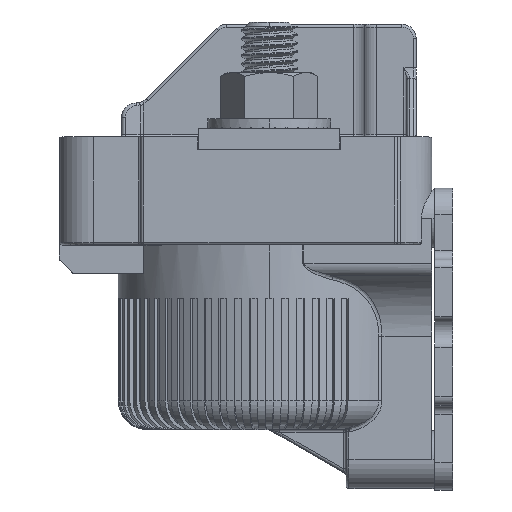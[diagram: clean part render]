
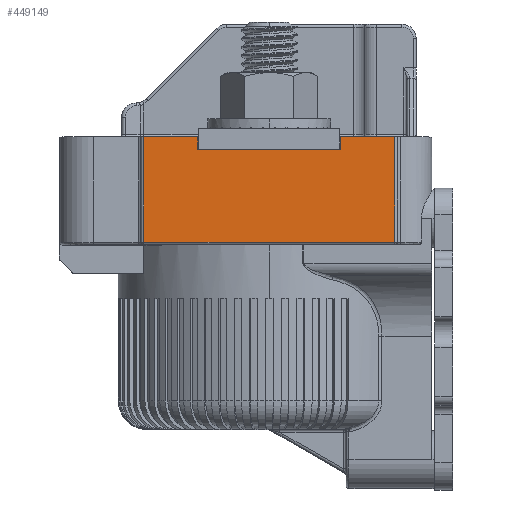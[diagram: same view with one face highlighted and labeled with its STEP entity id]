
A CAD part, top view. The second image highlights one B-rep face of the part: STEP entity #449149.
In plain terms, the highlighted planar face has unit normal (0, 0, 1).
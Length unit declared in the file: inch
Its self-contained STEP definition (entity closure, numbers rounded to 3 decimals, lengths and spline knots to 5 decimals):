
#2925 = DIRECTION ( 'NONE',  ( 0., -1., 0. ) ) ;
#6733 = CARTESIAN_POINT ( 'NONE',  ( -0.5, 1.88592, 1.18 ) ) ;
#18987 = PLANE ( 'NONE',  #310960 ) ;
#20001 = CARTESIAN_POINT ( 'NONE',  ( 0.8775, 1.15092, 1.18 ) ) ;
#28870 = ORIENTED_EDGE ( 'NONE', *, *, #326482, .F. ) ;
#40654 = EDGE_CURVE ( 'NONE', #617276, #341916, #613766, .T. ) ;
#55876 = CARTESIAN_POINT ( 'NONE',  ( -0.5, 1.80092, 1.18 ) ) ;
#61048 = DIRECTION ( 'NONE',  ( 0., 1., 0. ) ) ;
#82490 = DIRECTION ( 'NONE',  ( 0., -1., 0. ) ) ;
#92834 = DIRECTION ( 'NONE',  ( 1., 0., 0. ) ) ;
#97539 = ORIENTED_EDGE ( 'NONE', *, *, #200345, .F. ) ;
#102904 = VECTOR ( 'NONE', #317155, 39.37008 ) ;
#103446 = ORIENTED_EDGE ( 'NONE', *, *, #197314, .T. ) ;
#103841 = VECTOR ( 'NONE', #346811, 39.37008 ) ;
#117033 = EDGE_CURVE ( 'NONE', #341916, #117677, #120971, .T. ) ;
#117493 = EDGE_CURVE ( 'NONE', #177741, #383901, #427730, .T. ) ;
#117677 = VERTEX_POINT ( 'NONE', #215219 ) ;
#120971 = LINE ( 'NONE', #204358, #360973 ) ;
#138289 = CARTESIAN_POINT ( 'NONE',  ( -0.5, 1.88592, 1.18 ) ) ;
#145037 = VERTEX_POINT ( 'NONE', #274395 ) ;
#155196 = VERTEX_POINT ( 'NONE', #138289 ) ;
#172514 = CARTESIAN_POINT ( 'NONE',  ( -0.5, 1.80092, 1.18 ) ) ;
#177741 = VERTEX_POINT ( 'NONE', #572833 ) ;
#187220 = ORIENTED_EDGE ( 'NONE', *, *, #394741, .T. ) ;
#194717 = LINE ( 'NONE', #274600, #329491 ) ;
#195935 = LINE ( 'NONE', #476279, #435912 ) ;
#197314 = EDGE_CURVE ( 'NONE', #145037, #177741, #457914, .T. ) ;
#200345 = EDGE_CURVE ( 'NONE', #145037, #155196, #195935, .T. ) ;
#204358 = CARTESIAN_POINT ( 'NONE',  ( 0.5, 1.88592, 1.18 ) ) ;
#215219 = CARTESIAN_POINT ( 'NONE',  ( 0.8775, 1.88592, 1.18 ) ) ;
#215836 = CARTESIAN_POINT ( 'NONE',  ( -0.86375, 1.13092, 1.18 ) ) ;
#230359 = LINE ( 'NONE', #172514, #102904 ) ;
#236640 = LINE ( 'NONE', #6733, #491658 ) ;
#264101 = DIRECTION ( 'NONE',  ( -1., 0., 0. ) ) ;
#269123 = ORIENTED_EDGE ( 'NONE', *, *, #372073, .F. ) ;
#274395 = CARTESIAN_POINT ( 'NONE',  ( -0.8775, 1.88592, 1.18 ) ) ;
#274600 = CARTESIAN_POINT ( 'NONE',  ( 0.8775, 1.13092, 1.18 ) ) ;
#277846 = ORIENTED_EDGE ( 'NONE', *, *, #117493, .T. ) ;
#292763 = CARTESIAN_POINT ( 'NONE',  ( 0.5, 1.80092, 1.18 ) ) ;
#300270 = VECTOR ( 'NONE', #402711, 39.37008 ) ;
#310960 = AXIS2_PLACEMENT_3D ( 'NONE', #215836, #551121, #264101 ) ;
#317155 = DIRECTION ( 'NONE',  ( 1., 0., 0. ) ) ;
#326482 = EDGE_CURVE ( 'NONE', #407889, #617276, #230359, .T. ) ;
#329491 = VECTOR ( 'NONE', #61048, 39.37008 ) ;
#335035 = EDGE_LOOP ( 'NONE', ( #103446, #277846, #187220, #396389, #507313, #28870, #269123, #97539 ) ) ;
#341916 = VERTEX_POINT ( 'NONE', #509521 ) ;
#346811 = DIRECTION ( 'NONE',  ( 0., 1., 0. ) ) ;
#360973 = VECTOR ( 'NONE', #539577, 39.37008 ) ;
#372073 = EDGE_CURVE ( 'NONE', #155196, #407889, #236640, .T. ) ;
#383901 = VERTEX_POINT ( 'NONE', #20001 ) ;
#386427 = CARTESIAN_POINT ( 'NONE',  ( -0.8775, 1.13092, 1.18 ) ) ;
#394741 = EDGE_CURVE ( 'NONE', #383901, #117677, #194717, .T. ) ;
#394851 = FACE_OUTER_BOUND ( 'NONE', #335035, .T. ) ;
#395073 = CARTESIAN_POINT ( 'NONE',  ( 0.5, 1.80092, 1.18 ) ) ;
#396389 = ORIENTED_EDGE ( 'NONE', *, *, #117033, .F. ) ;
#402711 = DIRECTION ( 'NONE',  ( 1., 0., 0. ) ) ;
#407889 = VERTEX_POINT ( 'NONE', #55876 ) ;
#423288 = CARTESIAN_POINT ( 'NONE',  ( 0.8775, 1.15092, 1.18 ) ) ;
#427730 = LINE ( 'NONE', #423288, #300270 ) ;
#435912 = VECTOR ( 'NONE', #92834, 39.37008 ) ;
#449149 = ADVANCED_FACE ( 'NONE', ( #394851 ), #18987, .T. ) ;
#457914 = LINE ( 'NONE', #386427, #570351 ) ;
#476279 = CARTESIAN_POINT ( 'NONE',  ( -0.86375, 1.88592, 1.18 ) ) ;
#491658 = VECTOR ( 'NONE', #82490, 39.37008 ) ;
#507313 = ORIENTED_EDGE ( 'NONE', *, *, #40654, .F. ) ;
#509521 = CARTESIAN_POINT ( 'NONE',  ( 0.5, 1.88592, 1.18 ) ) ;
#539577 = DIRECTION ( 'NONE',  ( 1., 0., 0. ) ) ;
#551121 = DIRECTION ( 'NONE',  ( 0., 0., 1. ) ) ;
#570351 = VECTOR ( 'NONE', #2925, 39.37008 ) ;
#572833 = CARTESIAN_POINT ( 'NONE',  ( -0.8775, 1.15092, 1.18 ) ) ;
#613766 = LINE ( 'NONE', #395073, #103841 ) ;
#617276 = VERTEX_POINT ( 'NONE', #292763 ) ;
